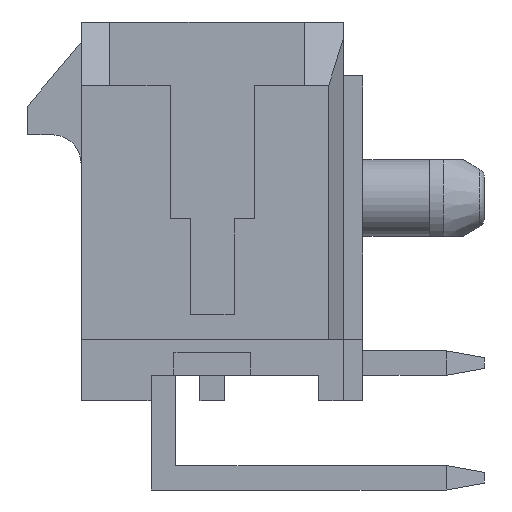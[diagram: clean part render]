
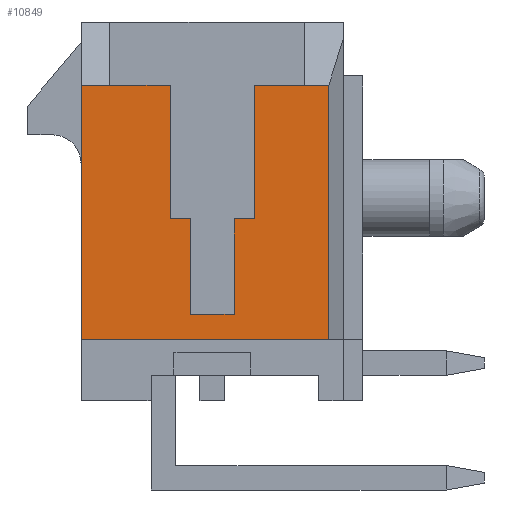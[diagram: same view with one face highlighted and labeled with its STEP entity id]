
A CAD part, left-side view. The second image highlights one B-rep face of the part: STEP entity #10849.
In plain terms, the highlighted planar face has unit normal (-1, 0, 0).
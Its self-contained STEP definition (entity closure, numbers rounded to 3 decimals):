
#120=FACE_OUTER_BOUND('',#737,.T.);
#737=EDGE_LOOP('',(#7152,#7153,#7154,#7155,#7156,#7157,#7158,#7159,#7160,
#7161,#7162,#7163,#7164,#7165));
#1374=LINE('',#14958,#2931);
#1409=LINE('',#15031,#2966);
#1449=LINE('',#15110,#3006);
#1450=LINE('',#15112,#3007);
#1451=LINE('',#15114,#3008);
#1452=LINE('',#15116,#3009);
#1453=LINE('',#15118,#3010);
#1454=LINE('',#15120,#3011);
#1455=LINE('',#15122,#3012);
#1456=LINE('',#15124,#3013);
#1457=LINE('',#15126,#3014);
#1458=LINE('',#15128,#3015);
#1459=LINE('',#15130,#3016);
#1460=LINE('',#15131,#3017);
#2931=VECTOR('',#12129,6.66);
#2966=VECTOR('',#12170,6.66);
#3006=VECTOR('',#12216,6.48);
#3007=VECTOR('',#12217,0.64);
#3008=VECTOR('',#12218,1.31);
#3009=VECTOR('',#12219,3.5);
#3010=VECTOR('',#12220,0.525);
#3011=VECTOR('',#12221,2.5);
#3012=VECTOR('',#12222,1.15);
#3013=VECTOR('',#12223,2.5);
#3014=VECTOR('',#12224,0.525);
#3015=VECTOR('',#12225,3.5);
#3016=VECTOR('',#12226,1.58);
#3017=VECTOR('',#12227,0.75);
#4488=VERTEX_POINT('',#14956);
#4489=VERTEX_POINT('',#14957);
#4523=VERTEX_POINT('',#15028);
#4524=VERTEX_POINT('',#15030);
#4561=VERTEX_POINT('',#15111);
#4562=VERTEX_POINT('',#15113);
#4563=VERTEX_POINT('',#15115);
#4564=VERTEX_POINT('',#15117);
#4565=VERTEX_POINT('',#15119);
#4566=VERTEX_POINT('',#15121);
#4567=VERTEX_POINT('',#15123);
#4568=VERTEX_POINT('',#15125);
#4569=VERTEX_POINT('',#15127);
#4570=VERTEX_POINT('',#15129);
#5494=EDGE_CURVE('',#4488,#4489,#1374,.T.);
#5529=EDGE_CURVE('',#4523,#4524,#1409,.T.);
#5569=EDGE_CURVE('',#4489,#4523,#1449,.T.);
#5570=EDGE_CURVE('',#4561,#4488,#1450,.T.);
#5571=EDGE_CURVE('',#4561,#4562,#1451,.T.);
#5572=EDGE_CURVE('',#4562,#4563,#1452,.T.);
#5573=EDGE_CURVE('',#4563,#4564,#1453,.T.);
#5574=EDGE_CURVE('',#4564,#4565,#1454,.T.);
#5575=EDGE_CURVE('',#4565,#4566,#1455,.T.);
#5576=EDGE_CURVE('',#4566,#4567,#1456,.T.);
#5577=EDGE_CURVE('',#4567,#4568,#1457,.T.);
#5578=EDGE_CURVE('',#4569,#4568,#1458,.T.);
#5579=EDGE_CURVE('',#4569,#4570,#1459,.T.);
#5580=EDGE_CURVE('',#4524,#4570,#1460,.T.);
#7152=ORIENTED_EDGE('',*,*,#5529,.F.);
#7153=ORIENTED_EDGE('',*,*,#5569,.F.);
#7154=ORIENTED_EDGE('',*,*,#5494,.F.);
#7155=ORIENTED_EDGE('',*,*,#5570,.F.);
#7156=ORIENTED_EDGE('',*,*,#5571,.T.);
#7157=ORIENTED_EDGE('',*,*,#5572,.T.);
#7158=ORIENTED_EDGE('',*,*,#5573,.T.);
#7159=ORIENTED_EDGE('',*,*,#5574,.T.);
#7160=ORIENTED_EDGE('',*,*,#5575,.T.);
#7161=ORIENTED_EDGE('',*,*,#5576,.T.);
#7162=ORIENTED_EDGE('',*,*,#5577,.T.);
#7163=ORIENTED_EDGE('',*,*,#5578,.F.);
#7164=ORIENTED_EDGE('',*,*,#5579,.T.);
#7165=ORIENTED_EDGE('',*,*,#5580,.F.);
#10243=PLANE('',#11496);
#10849=ADVANCED_FACE('',(#120),#10243,.F.);
#11496=AXIS2_PLACEMENT_3D('',#15109,#12214,#12215);
#12129=DIRECTION('',(0.,0.,-1.));
#12170=DIRECTION('',(0.,0.,1.));
#12214=DIRECTION('center_axis',(1.,0.,0.));
#12215=DIRECTION('ref_axis',(0.,0.,-1.));
#12216=DIRECTION('',(0.,1.,0.));
#12217=DIRECTION('',(0.,-1.,0.));
#12218=DIRECTION('',(0.,1.,0.));
#12219=DIRECTION('',(0.,0.,-1.));
#12220=DIRECTION('',(0.,1.,0.));
#12221=DIRECTION('',(0.,0.,-1.));
#12222=DIRECTION('',(0.,1.,0.));
#12223=DIRECTION('',(0.,0.,1.));
#12224=DIRECTION('',(0.,1.,0.));
#12225=DIRECTION('',(0.,0.,-1.));
#12226=DIRECTION('',(0.,1.,0.));
#12227=DIRECTION('',(0.,-1.,0.));
#14956=CARTESIAN_POINT('',(-12.325,-3.05,3.305));
#14957=CARTESIAN_POINT('',(-12.325,-3.05,-3.355));
#14958=CARTESIAN_POINT('',(-12.325,-3.05,3.305));
#15028=CARTESIAN_POINT('',(-12.325,3.43,-3.355));
#15030=CARTESIAN_POINT('',(-12.325,3.43,3.305));
#15031=CARTESIAN_POINT('',(-12.325,3.43,-3.355));
#15109=CARTESIAN_POINT('Origin',(-12.325,0.,0.));
#15110=CARTESIAN_POINT('',(-12.325,-3.05,-3.355));
#15111=CARTESIAN_POINT('',(-12.325,-2.41,3.305));
#15112=CARTESIAN_POINT('',(-12.325,-2.41,3.305));
#15113=CARTESIAN_POINT('',(-12.325,-1.1,3.305));
#15114=CARTESIAN_POINT('',(-12.325,-2.41,3.305));
#15115=CARTESIAN_POINT('',(-12.325,-1.1,-0.195));
#15116=CARTESIAN_POINT('',(-12.325,-1.1,3.305));
#15117=CARTESIAN_POINT('',(-12.325,-0.575,-0.195));
#15118=CARTESIAN_POINT('',(-12.325,-1.1,-0.195));
#15119=CARTESIAN_POINT('',(-12.325,-0.575,-2.695));
#15120=CARTESIAN_POINT('',(-12.325,-0.575,-0.195));
#15121=CARTESIAN_POINT('',(-12.325,0.575,-2.695));
#15122=CARTESIAN_POINT('',(-12.325,-0.575,-2.695));
#15123=CARTESIAN_POINT('',(-12.325,0.575,-0.195));
#15124=CARTESIAN_POINT('',(-12.325,0.575,-2.695));
#15125=CARTESIAN_POINT('',(-12.325,1.1,-0.195));
#15126=CARTESIAN_POINT('',(-12.325,0.575,-0.195));
#15127=CARTESIAN_POINT('',(-12.325,1.1,3.305));
#15128=CARTESIAN_POINT('',(-12.325,1.1,3.305));
#15129=CARTESIAN_POINT('',(-12.325,2.68,3.305));
#15130=CARTESIAN_POINT('',(-12.325,1.1,3.305));
#15131=CARTESIAN_POINT('',(-12.325,3.43,3.305));
